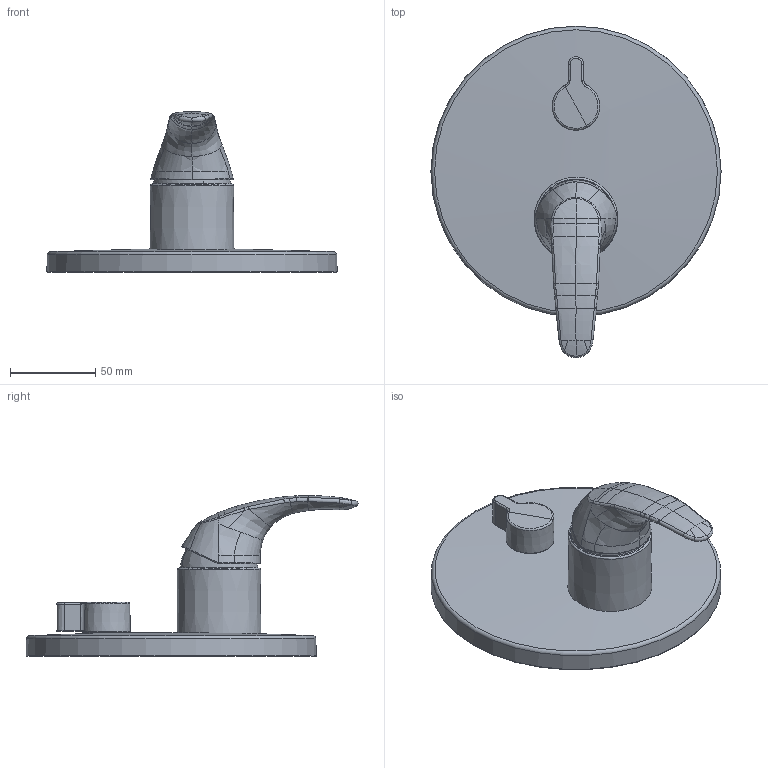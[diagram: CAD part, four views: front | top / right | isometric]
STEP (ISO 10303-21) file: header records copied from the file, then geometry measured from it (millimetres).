
FILE_DESCRIPTION (( 'STEP AP203' ), '1' );
FILE_NAME ('1443C(2016)+86269103.STEP', '2017-03-09T05:43:02', ( '' ), ( '' ), 'SwSTEP 2.0', 'SolidWorks 2016', '' );
FILE_SCHEMA (( 'CONFIG_CONTROL_DESIGN' ));
Length unit declared in the file: millimetre
Products named in the file (1): 1443C(2016)+86269103
Bounding box: 170 x 194.44 x 94.2 mm (x, y, z)
Volume: 434748.2 mm3; surface area: 66315.9 mm2
Topology: 1 solids, 1 shells, 123 faces, 285 edges, 168 vertices
Faces by surface type: bspline 94, plane 8, cylinder 7, torus 7, cone 4, sphere 3
Full cylindrical faces by diameter (mm): 23.726 x1
Entity records: 10264 total; most frequent: CARTESIAN_POINT 8163, ORIENTED_EDGE 552, EDGE_CURVE 276, B_SPLINE_CURVE_WITH_KNOTS 220, VERTEX_POINT 165, DIRECTION 158, EDGE_LOOP 133, FACE_OUTER_BOUND 127
